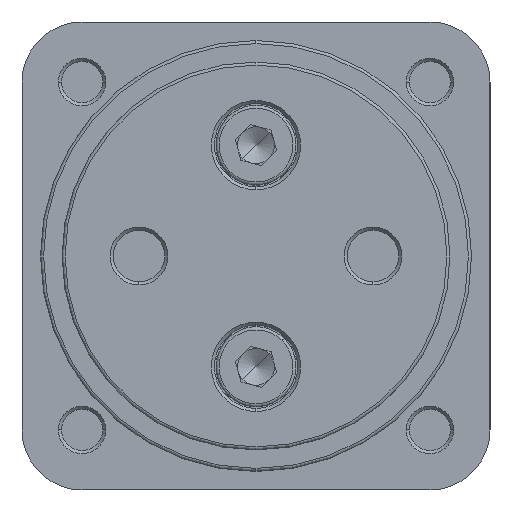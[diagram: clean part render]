
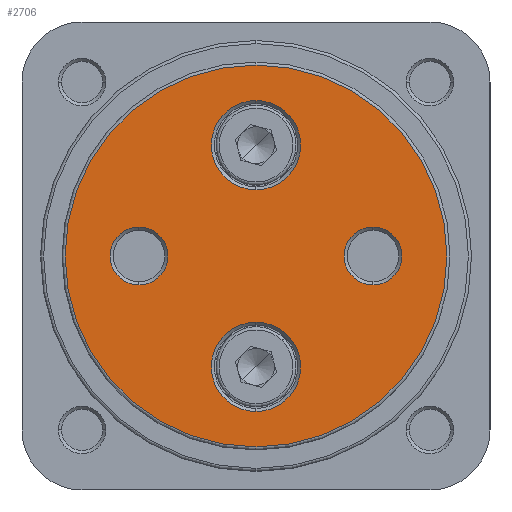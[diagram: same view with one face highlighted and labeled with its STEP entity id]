
A CAD part, left-side view. The second image highlights one B-rep face of the part: STEP entity #2706.
In plain terms, the highlighted planar face has unit normal (-1, 0, 0).
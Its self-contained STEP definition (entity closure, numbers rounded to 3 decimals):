
#277 = VERTEX_POINT ( 'NONE', #649 ) ;
#299 = VERTEX_POINT ( 'NONE', #671 ) ;
#339 = VERTEX_POINT ( 'NONE', #711 ) ;
#344 = VERTEX_POINT ( 'NONE', #716 ) ;
#347 = VERTEX_POINT ( 'NONE', #719 ) ;
#357 = VERTEX_POINT ( 'NONE', #729 ) ;
#359 = VERTEX_POINT ( 'NONE', #731 ) ;
#368 = VERTEX_POINT ( 'NONE', #740 ) ;
#371 = VERTEX_POINT ( 'NONE', #743 ) ;
#649 = CARTESIAN_POINT ( 'NONE',  ( 0., 0., -10.75 ) ) ;
#671 = CARTESIAN_POINT ( 'NONE',  ( 0., -19., 4.7 ) ) ;
#711 = CARTESIAN_POINT ( 'NONE',  ( 0., 0., 10.75 ) ) ;
#716 = CARTESIAN_POINT ( 'NONE',  ( 0., 0., -25.25 ) ) ;
#719 = CARTESIAN_POINT ( 'NONE',  ( 0., 19., 4.7 ) ) ;
#729 = CARTESIAN_POINT ( 'NONE',  ( 0., 0., -31. ) ) ;
#731 = CARTESIAN_POINT ( 'NONE',  ( 0., -19., -4.7 ) ) ;
#740 = CARTESIAN_POINT ( 'NONE',  ( 0., 0., 31. ) ) ;
#743 = CARTESIAN_POINT ( 'NONE',  ( 0., 19., -4.7 ) ) ;
#900 = CARTESIAN_POINT ( 'NONE',  ( 0., 0., 0. ) ) ;
#901 = DIRECTION ( 'NONE',  ( -1., 0., 0. ) ) ;
#902 = DIRECTION ( 'NONE',  ( 0., 0., -1. ) ) ;
#1039 = CARTESIAN_POINT ( 'NONE',  ( 0., 0., 18. ) ) ;
#1040 = DIRECTION ( 'NONE',  ( 1., 0., 0. ) ) ;
#1041 = DIRECTION ( 'NONE',  ( 0., 0., -1. ) ) ;
#1056 = CARTESIAN_POINT ( 'NONE',  ( 0., 0., -18. ) ) ;
#1066 = DIRECTION ( 'NONE',  ( 1., 0., 0. ) ) ;
#1067 = DIRECTION ( 'NONE',  ( 0., 0., -1. ) ) ;
#1208 = CARTESIAN_POINT ( 'NONE',  ( 0., 0., 18. ) ) ;
#1212 = DIRECTION ( 'NONE',  ( 1., 0., 0. ) ) ;
#1213 = DIRECTION ( 'NONE',  ( 0., 0., -1. ) ) ;
#1342 = CARTESIAN_POINT ( 'NONE',  ( 0., 19., 0. ) ) ;
#1344 = DIRECTION ( 'NONE',  ( 1., 0., 0. ) ) ;
#1345 = DIRECTION ( 'NONE',  ( 0., 0., -1. ) ) ;
#1456 = EDGE_CURVE ( 'NONE', #368, #357, #3257, .T. ) ;
#1510 = EDGE_CURVE ( 'NONE', #6899, #339, #3414, .T. ) ;
#1521 = EDGE_CURVE ( 'NONE', #277, #344, #3441, .T. ) ;
#1584 = EDGE_CURVE ( 'NONE', #339, #6899, #3617, .T. ) ;
#1638 = EDGE_CURVE ( 'NONE', #371, #347, #3764, .T. ) ;
#1775 = EDGE_CURVE ( 'NONE', #344, #277, #4130, .T. ) ;
#1785 = EDGE_CURVE ( 'NONE', #359, #299, #4156, .T. ) ;
#1844 = EDGE_CURVE ( 'NONE', #357, #368, #4315, .T. ) ;
#1901 = EDGE_CURVE ( 'NONE', #347, #371, #4428, .T. ) ;
#1935 = EDGE_CURVE ( 'NONE', #299, #359, #4498, .T. ) ;
#1951 = AXIS2_PLACEMENT_3D ( 'NONE', #900, #901, #902 ) ;
#1985 = AXIS2_PLACEMENT_3D ( 'NONE', #1039, #1040, #1041 ) ;
#1988 = AXIS2_PLACEMENT_3D ( 'NONE', #1056, #1066, #1067 ) ;
#2009 = AXIS2_PLACEMENT_3D ( 'NONE', #1208, #1212, #1213 ) ;
#2029 = AXIS2_PLACEMENT_3D ( 'NONE', #1342, #1344, #1345 ) ;
#2101 = AXIS2_PLACEMENT_3D ( 'NONE', #4894, #4903, #4904 ) ;
#2108 = AXIS2_PLACEMENT_3D ( 'NONE', #4922, #4928, #4929 ) ;
#2142 = AXIS2_PLACEMENT_3D ( 'NONE', #5081, #5083, #5084 ) ;
#2172 = AXIS2_PLACEMENT_3D ( 'NONE', #5211, #5219, #5220 ) ;
#2183 = AXIS2_PLACEMENT_3D ( 'NONE', #5298, #5300, #5301 ) ;
#2291 = AXIS2_PLACEMENT_3D ( 'NONE', #5658, #5673, #5674 ) ;
#2706 = ADVANCED_FACE ( 'NONE', ( #2864, #2856, #2870, #2874, #2866 ), #5654, .F. ) ;
#2856 = FACE_BOUND ( 'NONE', #7537, .T. ) ;
#2864 = FACE_OUTER_BOUND ( 'NONE', #7535, .T. ) ;
#2866 = FACE_BOUND ( 'NONE', #7539, .T. ) ;
#2870 = FACE_BOUND ( 'NONE', #7526, .T. ) ;
#2874 = FACE_BOUND ( 'NONE', #7538, .T. ) ;
#3257 = CIRCLE ( 'NONE', #1951, 31. ) ;
#3414 = CIRCLE ( 'NONE', #1985, 7.25 ) ;
#3441 = CIRCLE ( 'NONE', #1988, 7.25 ) ;
#3617 = CIRCLE ( 'NONE', #2009, 7.25 ) ;
#3764 = CIRCLE ( 'NONE', #2029, 4.7 ) ;
#4130 = CIRCLE ( 'NONE', #2101, 7.25 ) ;
#4156 = CIRCLE ( 'NONE', #2108, 4.7 ) ;
#4315 = CIRCLE ( 'NONE', #2142, 31. ) ;
#4428 = CIRCLE ( 'NONE', #2172, 4.7 ) ;
#4498 = CIRCLE ( 'NONE', #2183, 4.7 ) ;
#4894 = CARTESIAN_POINT ( 'NONE',  ( 0., 0., -18. ) ) ;
#4903 = DIRECTION ( 'NONE',  ( 1., 0., 0. ) ) ;
#4904 = DIRECTION ( 'NONE',  ( 0., 0., -1. ) ) ;
#4922 = CARTESIAN_POINT ( 'NONE',  ( 0., -19., 0. ) ) ;
#4928 = DIRECTION ( 'NONE',  ( 1., 0., 0. ) ) ;
#4929 = DIRECTION ( 'NONE',  ( 0., 0., -1. ) ) ;
#5081 = CARTESIAN_POINT ( 'NONE',  ( 0., 0., 0. ) ) ;
#5083 = DIRECTION ( 'NONE',  ( -1., 0., 0. ) ) ;
#5084 = DIRECTION ( 'NONE',  ( 0., 0., -1. ) ) ;
#5211 = CARTESIAN_POINT ( 'NONE',  ( 0., 19., 0. ) ) ;
#5219 = DIRECTION ( 'NONE',  ( 1., 0., 0. ) ) ;
#5220 = DIRECTION ( 'NONE',  ( 0., 0., -1. ) ) ;
#5298 = CARTESIAN_POINT ( 'NONE',  ( 0., -19., 0. ) ) ;
#5300 = DIRECTION ( 'NONE',  ( 1., 0., 0. ) ) ;
#5301 = DIRECTION ( 'NONE',  ( 0., 0., -1. ) ) ;
#5654 = PLANE ( 'NONE',  #2291 ) ;
#5658 = CARTESIAN_POINT ( 'NONE',  ( 0., 0., 0. ) ) ;
#5673 = DIRECTION ( 'NONE',  ( 1., 0., 0. ) ) ;
#5674 = DIRECTION ( 'NONE',  ( 0., 0., -1. ) ) ;
#5742 = CARTESIAN_POINT ( 'NONE',  ( 0., 0., 25.25 ) ) ;
#6899 = VERTEX_POINT ( 'NONE', #5742 ) ;
#7317 = ORIENTED_EDGE ( 'NONE', *, *, #1456, .T. ) ;
#7335 = ORIENTED_EDGE ( 'NONE', *, *, #1775, .T. ) ;
#7336 = ORIENTED_EDGE ( 'NONE', *, *, #1521, .T. ) ;
#7344 = ORIENTED_EDGE ( 'NONE', *, *, #1935, .T. ) ;
#7345 = ORIENTED_EDGE ( 'NONE', *, *, #1584, .T. ) ;
#7346 = ORIENTED_EDGE ( 'NONE', *, *, #1785, .T. ) ;
#7347 = ORIENTED_EDGE ( 'NONE', *, *, #1844, .T. ) ;
#7348 = ORIENTED_EDGE ( 'NONE', *, *, #1638, .T. ) ;
#7349 = ORIENTED_EDGE ( 'NONE', *, *, #1901, .T. ) ;
#7363 = ORIENTED_EDGE ( 'NONE', *, *, #1510, .T. ) ;
#7526 = EDGE_LOOP ( 'NONE', ( #7363, #7345 ) ) ;
#7535 = EDGE_LOOP ( 'NONE', ( #7347, #7317 ) ) ;
#7537 = EDGE_LOOP ( 'NONE', ( #7336, #7335 ) ) ;
#7538 = EDGE_LOOP ( 'NONE', ( #7344, #7346 ) ) ;
#7539 = EDGE_LOOP ( 'NONE', ( #7349, #7348 ) ) ;
